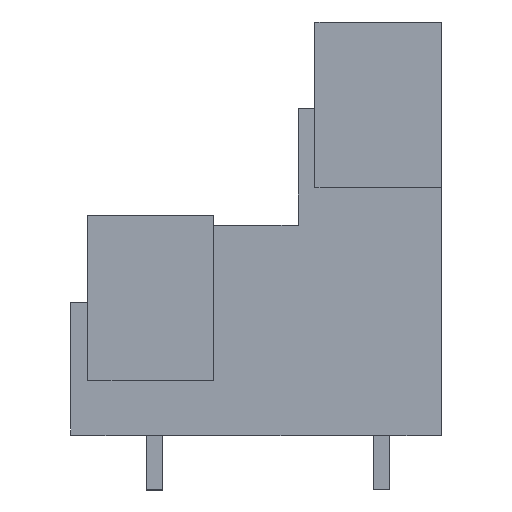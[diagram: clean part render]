
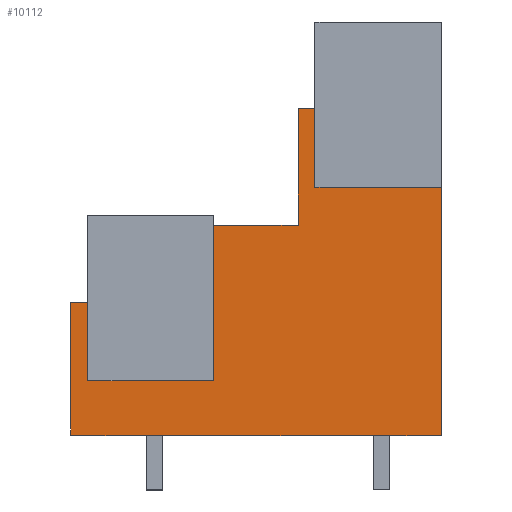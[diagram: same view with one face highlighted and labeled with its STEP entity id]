
A CAD part, left-side view. The second image highlights one B-rep face of the part: STEP entity #10112.
In plain terms, the highlighted planar face has unit normal (-1, 0, 0).
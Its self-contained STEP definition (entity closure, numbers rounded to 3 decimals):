
#9997=AXIS2_PLACEMENT_3D('Plane Axis2P3D',#9994,#9995,#9996) ;
#8394=CARTESIAN_POINT('Vertex',(0.7,7.5,22.6)) ;
#8397=CARTESIAN_POINT('Line Origine',(0.7,7.5,20.275)) ;
#8401=CARTESIAN_POINT('Vertex',(0.7,7.5,17.95)) ;
#8772=CARTESIAN_POINT('Vertex',(0.7,0.,17.95)) ;
#8775=CARTESIAN_POINT('Line Origine',(0.7,0.,10.575)) ;
#8779=CARTESIAN_POINT('Vertex',(0.7,0.,3.2)) ;
#9979=CARTESIAN_POINT('Vertex',(0.7,8.5,22.6)) ;
#9982=CARTESIAN_POINT('Line Origine',(0.7,8.,22.6)) ;
#9994=CARTESIAN_POINT('Axis2P3D Location',(0.7,0.,3.6)) ;
#9999=CARTESIAN_POINT('Line Origine',(0.7,17.,3.2)) ;
#10003=CARTESIAN_POINT('Vertex',(0.7,15.,3.2)) ;
#10005=CARTESIAN_POINT('Vertex',(0.7,19.,3.2)) ;
#10008=CARTESIAN_POINT('Line Origine',(0.7,10.5,3.2)) ;
#10012=CARTESIAN_POINT('Vertex',(0.7,6.,3.2)) ;
#10015=CARTESIAN_POINT('Line Origine',(0.7,4.5,3.2)) ;
#10019=CARTESIAN_POINT('Vertex',(0.7,3.,3.2)) ;
#10022=CARTESIAN_POINT('Line Origine',(0.7,1.5,3.2)) ;
#10027=CARTESIAN_POINT('Line Origine',(0.7,3.75,17.95)) ;
#10032=CARTESIAN_POINT('Line Origine',(0.7,8.5,19.15)) ;
#10036=CARTESIAN_POINT('Vertex',(0.7,8.5,15.7)) ;
#10039=CARTESIAN_POINT('Line Origine',(0.7,11.013,15.7)) ;
#10043=CARTESIAN_POINT('Vertex',(0.7,13.525,15.7)) ;
#10046=CARTESIAN_POINT('Line Origine',(0.7,13.525,11.075)) ;
#10050=CARTESIAN_POINT('Vertex',(0.7,13.525,6.45)) ;
#10053=CARTESIAN_POINT('Line Origine',(0.7,17.25,6.45)) ;
#10057=CARTESIAN_POINT('Vertex',(0.7,20.975,6.45)) ;
#10060=CARTESIAN_POINT('Line Origine',(0.7,20.975,8.775)) ;
#10064=CARTESIAN_POINT('Vertex',(0.7,20.975,11.1)) ;
#10067=CARTESIAN_POINT('Line Origine',(0.7,21.487,11.1)) ;
#10071=CARTESIAN_POINT('Vertex',(0.7,22.,11.1)) ;
#10074=CARTESIAN_POINT('Line Origine',(0.7,22.,7.35)) ;
#10078=CARTESIAN_POINT('Vertex',(0.7,22.,3.6)) ;
#10081=CARTESIAN_POINT('Line Origine',(0.7,22.,3.4)) ;
#10085=CARTESIAN_POINT('Vertex',(0.7,22.,3.2)) ;
#10088=CARTESIAN_POINT('Line Origine',(0.7,20.5,3.2)) ;
#8398=DIRECTION('Vector Direction',(0.,0.,-1.)) ;
#8776=DIRECTION('Vector Direction',(0.,0.,1.)) ;
#9983=DIRECTION('Vector Direction',(0.,1.,0.)) ;
#9995=DIRECTION('Axis2P3D Direction',(-1.,0.,0.)) ;
#9996=DIRECTION('Axis2P3D XDirection',(0.,0.,-1.)) ;
#10000=DIRECTION('Vector Direction',(0.,-1.,0.)) ;
#10009=DIRECTION('Vector Direction',(0.,-1.,0.)) ;
#10016=DIRECTION('Vector Direction',(0.,-1.,0.)) ;
#10023=DIRECTION('Vector Direction',(0.,-1.,0.)) ;
#10028=DIRECTION('Vector Direction',(0.,-1.,0.)) ;
#10033=DIRECTION('Vector Direction',(0.,0.,-1.)) ;
#10040=DIRECTION('Vector Direction',(0.,1.,0.)) ;
#10047=DIRECTION('Vector Direction',(0.,0.,-1.)) ;
#10054=DIRECTION('Vector Direction',(0.,-1.,0.)) ;
#10061=DIRECTION('Vector Direction',(0.,0.,-1.)) ;
#10068=DIRECTION('Vector Direction',(0.,1.,0.)) ;
#10075=DIRECTION('Vector Direction',(0.,0.,1.)) ;
#10082=DIRECTION('Vector Direction',(0.,0.,-1.)) ;
#10089=DIRECTION('Vector Direction',(0.,-1.,0.)) ;
#8399=VECTOR('Line Direction',#8398,1.) ;
#8777=VECTOR('Line Direction',#8776,1.) ;
#9984=VECTOR('Line Direction',#9983,1.) ;
#10001=VECTOR('Line Direction',#10000,1.) ;
#10010=VECTOR('Line Direction',#10009,1.) ;
#10017=VECTOR('Line Direction',#10016,1.) ;
#10024=VECTOR('Line Direction',#10023,1.) ;
#10029=VECTOR('Line Direction',#10028,1.) ;
#10034=VECTOR('Line Direction',#10033,1.) ;
#10041=VECTOR('Line Direction',#10040,1.) ;
#10048=VECTOR('Line Direction',#10047,1.) ;
#10055=VECTOR('Line Direction',#10054,1.) ;
#10062=VECTOR('Line Direction',#10061,1.) ;
#10069=VECTOR('Line Direction',#10068,1.) ;
#10076=VECTOR('Line Direction',#10075,1.) ;
#10083=VECTOR('Line Direction',#10082,1.) ;
#10090=VECTOR('Line Direction',#10089,1.) ;
#10094=ORIENTED_EDGE('',*,*,#10007,.F.) ;
#10095=ORIENTED_EDGE('',*,*,#10014,.T.) ;
#10096=ORIENTED_EDGE('',*,*,#10021,.F.) ;
#10097=ORIENTED_EDGE('',*,*,#10026,.T.) ;
#10098=ORIENTED_EDGE('',*,*,#8781,.T.) ;
#10099=ORIENTED_EDGE('',*,*,#10031,.F.) ;
#10100=ORIENTED_EDGE('',*,*,#8403,.F.) ;
#10101=ORIENTED_EDGE('',*,*,#9986,.T.) ;
#10102=ORIENTED_EDGE('',*,*,#10038,.T.) ;
#10103=ORIENTED_EDGE('',*,*,#10045,.T.) ;
#10104=ORIENTED_EDGE('',*,*,#10052,.T.) ;
#10105=ORIENTED_EDGE('',*,*,#10059,.F.) ;
#10106=ORIENTED_EDGE('',*,*,#10066,.F.) ;
#10107=ORIENTED_EDGE('',*,*,#10073,.T.) ;
#10108=ORIENTED_EDGE('',*,*,#10080,.F.) ;
#10109=ORIENTED_EDGE('',*,*,#10087,.F.) ;
#10110=ORIENTED_EDGE('',*,*,#10092,.T.) ;
#10112=ADVANCED_FACE('Housing',(#10111),#9998,.T.) ;
#8403=EDGE_CURVE('',#8395,#8402,#8400,.T.) ;
#8781=EDGE_CURVE('',#8780,#8773,#8778,.T.) ;
#9986=EDGE_CURVE('',#8395,#9980,#9985,.T.) ;
#10007=EDGE_CURVE('',#10004,#10006,#10002,.F.) ;
#10014=EDGE_CURVE('',#10004,#10013,#10011,.T.) ;
#10021=EDGE_CURVE('',#10020,#10013,#10018,.F.) ;
#10026=EDGE_CURVE('',#10020,#8780,#10025,.T.) ;
#10031=EDGE_CURVE('',#8402,#8773,#10030,.T.) ;
#10038=EDGE_CURVE('',#9980,#10037,#10035,.T.) ;
#10045=EDGE_CURVE('',#10037,#10044,#10042,.T.) ;
#10052=EDGE_CURVE('',#10044,#10051,#10049,.T.) ;
#10059=EDGE_CURVE('',#10058,#10051,#10056,.T.) ;
#10066=EDGE_CURVE('',#10065,#10058,#10063,.T.) ;
#10073=EDGE_CURVE('',#10065,#10072,#10070,.T.) ;
#10080=EDGE_CURVE('',#10079,#10072,#10077,.T.) ;
#10087=EDGE_CURVE('',#10086,#10079,#10084,.F.) ;
#10092=EDGE_CURVE('',#10086,#10006,#10091,.T.) ;
#10093=EDGE_LOOP('',(#10094,#10095,#10096,#10097,#10098,#10099,#10100,#10101,#10102,#10103,#10104,#10105,#10106,#10107,#10108,#10109,#10110)) ;
#10111=FACE_OUTER_BOUND('',#10093,.T.) ;
#8400=LINE('Line',#8397,#8399) ;
#8778=LINE('Line',#8775,#8777) ;
#9985=LINE('Line',#9982,#9984) ;
#10002=LINE('Line',#9999,#10001) ;
#10011=LINE('Line',#10008,#10010) ;
#10018=LINE('Line',#10015,#10017) ;
#10025=LINE('Line',#10022,#10024) ;
#10030=LINE('Line',#10027,#10029) ;
#10035=LINE('Line',#10032,#10034) ;
#10042=LINE('Line',#10039,#10041) ;
#10049=LINE('Line',#10046,#10048) ;
#10056=LINE('Line',#10053,#10055) ;
#10063=LINE('Line',#10060,#10062) ;
#10070=LINE('Line',#10067,#10069) ;
#10077=LINE('Line',#10074,#10076) ;
#10084=LINE('Line',#10081,#10083) ;
#10091=LINE('Line',#10088,#10090) ;
#9998=PLANE('',#9997) ;
#8395=VERTEX_POINT('',#8394) ;
#8402=VERTEX_POINT('',#8401) ;
#8773=VERTEX_POINT('',#8772) ;
#8780=VERTEX_POINT('',#8779) ;
#9980=VERTEX_POINT('',#9979) ;
#10004=VERTEX_POINT('',#10003) ;
#10006=VERTEX_POINT('',#10005) ;
#10013=VERTEX_POINT('',#10012) ;
#10020=VERTEX_POINT('',#10019) ;
#10037=VERTEX_POINT('',#10036) ;
#10044=VERTEX_POINT('',#10043) ;
#10051=VERTEX_POINT('',#10050) ;
#10058=VERTEX_POINT('',#10057) ;
#10065=VERTEX_POINT('',#10064) ;
#10072=VERTEX_POINT('',#10071) ;
#10079=VERTEX_POINT('',#10078) ;
#10086=VERTEX_POINT('',#10085) ;
